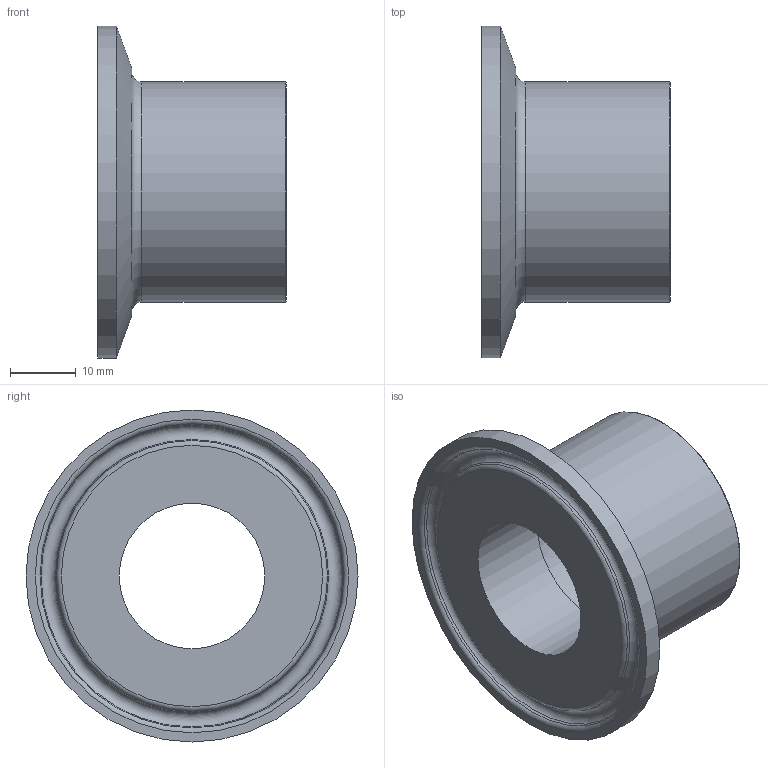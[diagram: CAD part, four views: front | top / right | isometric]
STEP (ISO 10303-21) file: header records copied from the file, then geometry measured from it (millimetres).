
FILE_DESCRIPTION(/* description */ (''),/* implementation_level */ '2;1');
FILE_NAME(/* name */ '19MPX-1.stp',/* time_stamp */ '2023-02-08T14:48:31-05:00',/* author */ ('stevend'),/* organization */ (''),/* preprocessor_version */ 'ST-DEVELOPER v18',/* originating_system */ 'Autodesk Inventor 2020',/* authorisation */ '');
FILE_SCHEMA (('AUTOMOTIVE_DESIGN { 1 0 10303 214 3 1 1 }'));
Length unit declared in the file: inch
Products named in the file (1): 19MPX-1
Bounding box: 28.57 x 50.39 x 50.39 mm (x, y, z)
Volume: 16604.3 mm3; surface area: 8228.1 mm2
Topology: 1 solids, 1 shells, 17 faces, 54 edges, 41 vertices
Faces by surface type: torus 6, plane 4, cone 4, cylinder 3
Full cylindrical faces by diameter (mm): 22.098 x1, 33.401 x1, 50.394 x1
Entity records: 702 total; most frequent: DIRECTION 137, CARTESIAN_POINT 113, ORIENTED_EDGE 108, AXIS2_PLACEMENT_3D 65, EDGE_CURVE 54, CIRCLE 47, VERTEX_POINT 41, EDGE_LOOP 21
